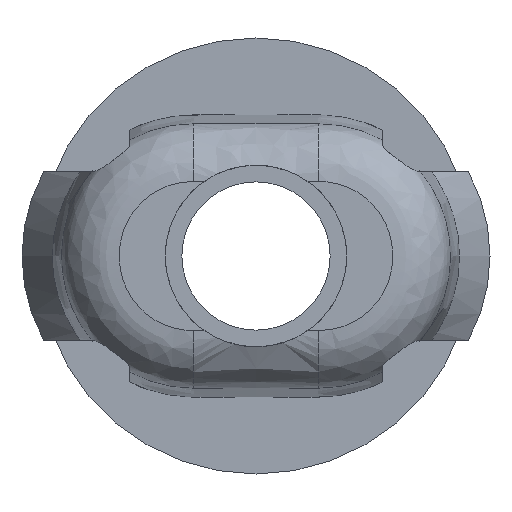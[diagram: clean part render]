
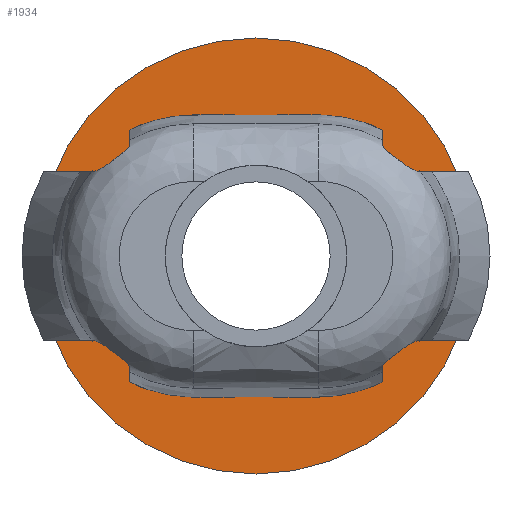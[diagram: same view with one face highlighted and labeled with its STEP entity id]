
A CAD part, front view. The second image highlights one B-rep face of the part: STEP entity #1934.
In plain terms, the highlighted planar face has unit normal (0, -1, 0).
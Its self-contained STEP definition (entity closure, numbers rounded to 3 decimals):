
#7 = DIRECTION ( 'NONE',  ( 0., 0., 1. ) ) ;
#68 = CARTESIAN_POINT ( 'NONE',  ( -4.3, -3., -9.7 ) ) ;
#69 = EDGE_CURVE ( 'NONE', #1244, #4039, #81, .T. ) ;
#81 = LINE ( 'NONE', #68, #416 ) ;
#166 = CIRCLE ( 'NONE', #2409, 15. ) ;
#184 = ORIENTED_EDGE ( 'NONE', *, *, #4131, .F. ) ;
#268 = DIRECTION ( 'NONE',  ( 0., 1., 0. ) ) ;
#271 = CARTESIAN_POINT ( 'NONE',  ( 15., -3., 0. ) ) ;
#276 = EDGE_CURVE ( 'NONE', #1997, #3483, #2095, .T. ) ;
#289 = DIRECTION ( 'NONE',  ( -1., 0., 0. ) ) ;
#331 = EDGE_CURVE ( 'NONE', #503, #1244, #1539, .T. ) ;
#375 = ORIENTED_EDGE ( 'NONE', *, *, #276, .F. ) ;
#390 = VERTEX_POINT ( 'NONE', #3863 ) ;
#416 = VECTOR ( 'NONE', #4359, 1000. ) ;
#503 = VERTEX_POINT ( 'NONE', #539 ) ;
#539 = CARTESIAN_POINT ( 'NONE',  ( -8.675, -3., -8.657 ) ) ;
#560 = PLANE ( 'NONE',  #2295 ) ;
#594 = CARTESIAN_POINT ( 'NONE',  ( 5.558, -3., 9.7 ) ) ;
#683 = CARTESIAN_POINT ( 'NONE',  ( 8.675, -3., 8.657 ) ) ;
#696 = EDGE_CURVE ( 'NONE', #3483, #761, #3928, .T. ) ;
#761 = VERTEX_POINT ( 'NONE', #1019 ) ;
#1018 = VECTOR ( 'NONE', #7, 1000. ) ;
#1019 = CARTESIAN_POINT ( 'NONE',  ( -8.675, -3., 8.657 ) ) ;
#1070 = B_SPLINE_CURVE_WITH_KNOTS ( 'NONE', 3,
 ( #4019, #1152, #2559, #2542, #1880 ),
 .UNSPECIFIED., .F., .F.,
 ( 4, 1, 4 ),
 ( 0., 0.004, 0.005 ),
 .UNSPECIFIED. ) ;
#1119 = CIRCLE ( 'NONE', #2121, 15. ) ;
#1125 = EDGE_CURVE ( 'NONE', #4039, #3852, #1483, .T. ) ;
#1145 = DIRECTION ( 'NONE',  ( -1., 0., 0. ) ) ;
#1149 = VECTOR ( 'NONE', #1145, 1000. ) ;
#1152 = CARTESIAN_POINT ( 'NONE',  ( 5.558, -3., -9.7 ) ) ;
#1163 = ORIENTED_EDGE ( 'NONE', *, *, #1125, .F. ) ;
#1186 = CARTESIAN_POINT ( 'NONE',  ( -8.452, -3., -8.77 ) ) ;
#1244 = VERTEX_POINT ( 'NONE', #1904 ) ;
#1260 = DIRECTION ( 'NONE',  ( 0., 1., 0. ) ) ;
#1329 = ORIENTED_EDGE ( 'NONE', *, *, #1886, .F. ) ;
#1381 = CARTESIAN_POINT ( 'NONE',  ( -8.452, -3., 8.77 ) ) ;
#1398 = ORIENTED_EDGE ( 'NONE', *, *, #696, .F. ) ;
#1483 = LINE ( 'NONE', #2760, #1871 ) ;
#1539 = B_SPLINE_CURVE_WITH_KNOTS ( 'NONE', 3,
 ( #4380, #1186, #2913, #2259, #2596 ),
 .UNSPECIFIED., .F., .F.,
 ( 4, 1, 4 ),
 ( 0.026, 0.027, 0.03 ),
 .UNSPECIFIED. ) ;
#1688 = EDGE_LOOP ( 'NONE', ( #1951, #4191, #1398, #375, #1329, #3804, #184, #1163, #2544 ) ) ;
#1706 = CARTESIAN_POINT ( 'NONE',  ( -7.071, -3., 9.403 ) ) ;
#1871 = VECTOR ( 'NONE', #4581, 1000. ) ;
#1880 = CARTESIAN_POINT ( 'NONE',  ( 8.675, -3., -8.657 ) ) ;
#1886 = EDGE_CURVE ( 'NONE', #3862, #1997, #3633, .T. ) ;
#1904 = CARTESIAN_POINT ( 'NONE',  ( -4.3, -3., -9.7 ) ) ;
#1934 = ADVANCED_FACE ( 'NONE', ( #2125, #4401 ), #560, .F. ) ;
#1951 = ORIENTED_EDGE ( 'NONE', *, *, #331, .F. ) ;
#1985 = VERTEX_POINT ( 'NONE', #4197 ) ;
#1997 = VERTEX_POINT ( 'NONE', #3092 ) ;
#2056 = CARTESIAN_POINT ( 'NONE',  ( -4.3, -3., 9.7 ) ) ;
#2095 = LINE ( 'NONE', #4390, #1149 ) ;
#2121 = AXIS2_PLACEMENT_3D ( 'NONE', #3395, #1260, #3760 ) ;
#2125 = FACE_BOUND ( 'NONE', #1688, .T. ) ;
#2230 = VECTOR ( 'NONE', #4610, 1000. ) ;
#2259 = CARTESIAN_POINT ( 'NONE',  ( -5.558, -3., -9.7 ) ) ;
#2295 = AXIS2_PLACEMENT_3D ( 'NONE', #3152, #3846, #289 ) ;
#2329 = LINE ( 'NONE', #2451, #2230 ) ;
#2333 = VERTEX_POINT ( 'NONE', #271 ) ;
#2358 = CARTESIAN_POINT ( 'NONE',  ( 8.452, -3., 8.77 ) ) ;
#2385 = CARTESIAN_POINT ( 'NONE',  ( -8.675, -3., 8.657 ) ) ;
#2409 = AXIS2_PLACEMENT_3D ( 'NONE', #3450, #268, #2758 ) ;
#2451 = CARTESIAN_POINT ( 'NONE',  ( 8.675, -3., -15. ) ) ;
#2477 = EDGE_CURVE ( 'NONE', #503, #761, #2838, .T. ) ;
#2542 = CARTESIAN_POINT ( 'NONE',  ( 8.452, -3., -8.77 ) ) ;
#2544 = ORIENTED_EDGE ( 'NONE', *, *, #69, .F. ) ;
#2559 = CARTESIAN_POINT ( 'NONE',  ( 7.071, -3., -9.403 ) ) ;
#2596 = CARTESIAN_POINT ( 'NONE',  ( -4.3, -3., -9.7 ) ) ;
#2718 = CARTESIAN_POINT ( 'NONE',  ( 4.3, -3., 9.7 ) ) ;
#2758 = DIRECTION ( 'NONE',  ( -1., 0., 0. ) ) ;
#2760 = CARTESIAN_POINT ( 'NONE',  ( -4.3, -3., -9.7 ) ) ;
#2838 = LINE ( 'NONE', #4349, #1018 ) ;
#2893 = ORIENTED_EDGE ( 'NONE', *, *, #3171, .F. ) ;
#2913 = CARTESIAN_POINT ( 'NONE',  ( -7.071, -3., -9.403 ) ) ;
#3092 = CARTESIAN_POINT ( 'NONE',  ( 4.3, -3., 9.7 ) ) ;
#3152 = CARTESIAN_POINT ( 'NONE',  ( 0., -3., 0. ) ) ;
#3171 = EDGE_CURVE ( 'NONE', #2333, #390, #166, .T. ) ;
#3394 = CARTESIAN_POINT ( 'NONE',  ( 7.071, -3., 9.403 ) ) ;
#3395 = CARTESIAN_POINT ( 'NONE',  ( 0., -3., 0. ) ) ;
#3409 = EDGE_CURVE ( 'NONE', #1985, #3862, #2329, .T. ) ;
#3450 = CARTESIAN_POINT ( 'NONE',  ( 0., -3., 0. ) ) ;
#3483 = VERTEX_POINT ( 'NONE', #3920 ) ;
#3601 = CARTESIAN_POINT ( 'NONE',  ( 0., -3., -9.7 ) ) ;
#3633 = B_SPLINE_CURVE_WITH_KNOTS ( 'NONE', 3,
 ( #4507, #2358, #3394, #594, #2718 ),
 .UNSPECIFIED., .F., .F.,
 ( 4, 1, 4 ),
 ( 0.026, 0.027, 0.03 ),
 .UNSPECIFIED. ) ;
#3658 = EDGE_CURVE ( 'NONE', #390, #2333, #1119, .T. ) ;
#3760 = DIRECTION ( 'NONE',  ( -1., 0., 0. ) ) ;
#3804 = ORIENTED_EDGE ( 'NONE', *, *, #3409, .F. ) ;
#3831 = CARTESIAN_POINT ( 'NONE',  ( -5.558, -3., 9.7 ) ) ;
#3833 = CARTESIAN_POINT ( 'NONE',  ( 4.3, -3., -9.7 ) ) ;
#3846 = DIRECTION ( 'NONE',  ( 0., 1., 0. ) ) ;
#3852 = VERTEX_POINT ( 'NONE', #3833 ) ;
#3862 = VERTEX_POINT ( 'NONE', #683 ) ;
#3863 = CARTESIAN_POINT ( 'NONE',  ( -15., -3., 0. ) ) ;
#3904 = EDGE_LOOP ( 'NONE', ( #3939, #2893 ) ) ;
#3920 = CARTESIAN_POINT ( 'NONE',  ( -4.3, -3., 9.7 ) ) ;
#3928 = B_SPLINE_CURVE_WITH_KNOTS ( 'NONE', 3,
 ( #2056, #3831, #1706, #1381, #2385 ),
 .UNSPECIFIED., .F., .F.,
 ( 4, 1, 4 ),
 ( 0., 0.004, 0.005 ),
 .UNSPECIFIED. ) ;
#3939 = ORIENTED_EDGE ( 'NONE', *, *, #3658, .F. ) ;
#4019 = CARTESIAN_POINT ( 'NONE',  ( 4.3, -3., -9.7 ) ) ;
#4039 = VERTEX_POINT ( 'NONE', #3601 ) ;
#4131 = EDGE_CURVE ( 'NONE', #3852, #1985, #1070, .T. ) ;
#4191 = ORIENTED_EDGE ( 'NONE', *, *, #2477, .T. ) ;
#4197 = CARTESIAN_POINT ( 'NONE',  ( 8.675, -3., -8.657 ) ) ;
#4349 = CARTESIAN_POINT ( 'NONE',  ( -8.675, -3., -15. ) ) ;
#4359 = DIRECTION ( 'NONE',  ( 1., 0., 0. ) ) ;
#4380 = CARTESIAN_POINT ( 'NONE',  ( -8.675, -3., -8.657 ) ) ;
#4390 = CARTESIAN_POINT ( 'NONE',  ( -4.3, -3., 9.7 ) ) ;
#4401 = FACE_OUTER_BOUND ( 'NONE', #3904, .T. ) ;
#4507 = CARTESIAN_POINT ( 'NONE',  ( 8.675, -3., 8.657 ) ) ;
#4581 = DIRECTION ( 'NONE',  ( 1., 0., 0. ) ) ;
#4610 = DIRECTION ( 'NONE',  ( 0., 0., 1. ) ) ;
